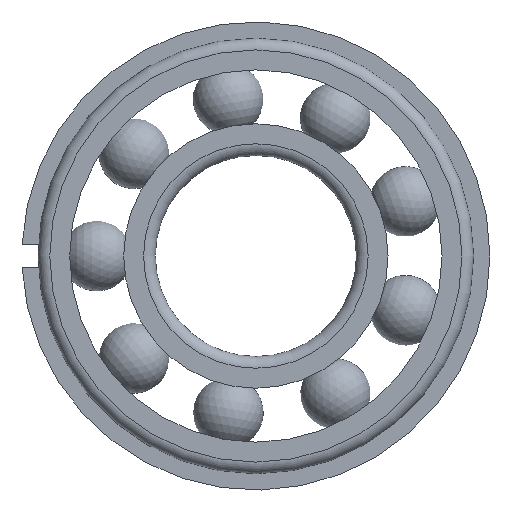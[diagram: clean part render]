
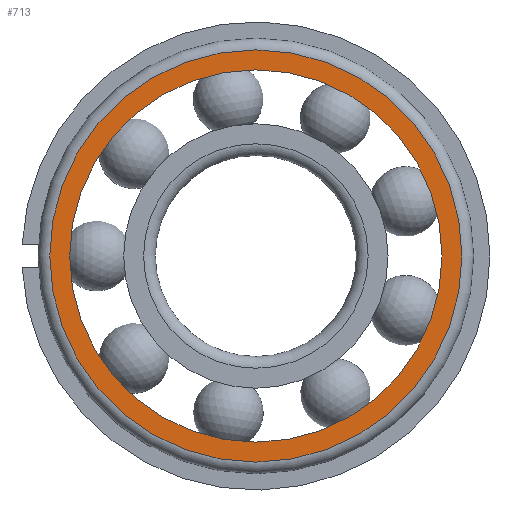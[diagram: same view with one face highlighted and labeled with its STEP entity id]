
A CAD part, left-side view. The second image highlights one B-rep face of the part: STEP entity #713.
In plain terms, the highlighted planar face has unit normal (-1, 0, 0).
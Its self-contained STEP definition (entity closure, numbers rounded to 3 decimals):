
#713=ADVANCED_FACE('',(#956,#958),#960,.T.);
#956=FACE_BOUND('',#957,.T.);
#957=EDGE_LOOP('',(#1078));
#958=FACE_BOUND('',#959,.T.);
#959=EDGE_LOOP('',(#1079));
#960=PLANE('',#961);
#961=AXIS2_PLACEMENT_3D('',#962,#963,#964);
#962=CARTESIAN_POINT('',(-15.5,0.,0.));
#963=DIRECTION('',(-1.,0.,0.));
#964=DIRECTION('',(0.,1.,0.));
#1078=ORIENTED_EDGE('',*,*,#1126,.F.);
#1079=ORIENTED_EDGE('',*,*,#1128,.T.);
#1126=EDGE_CURVE('',#1172,#1172,#1173,.T.);
#1128=EDGE_CURVE('',#1176,#1176,#1177,.T.);
#1172=VERTEX_POINT('',#1274);
#1173=CIRCLE('',#1275,61.5);
#1176=VERTEX_POINT('',#1284);
#1177=CIRCLE('',#1285,55.55);
#1274=CARTESIAN_POINT('',(-15.5,61.5,0.));
#1275=AXIS2_PLACEMENT_3D('',#1276,#1277,#1278);
#1276=CARTESIAN_POINT('',(-15.5,0.,0.));
#1277=DIRECTION('',(1.,0.,0.));
#1278=DIRECTION('',(0.,1.,0.));
#1284=CARTESIAN_POINT('',(-15.5,55.55,0.));
#1285=AXIS2_PLACEMENT_3D('',#1286,#1287,#1288);
#1286=CARTESIAN_POINT('',(-15.5,0.,0.));
#1287=DIRECTION('',(1.,0.,0.));
#1288=DIRECTION('',(0.,1.,0.));
